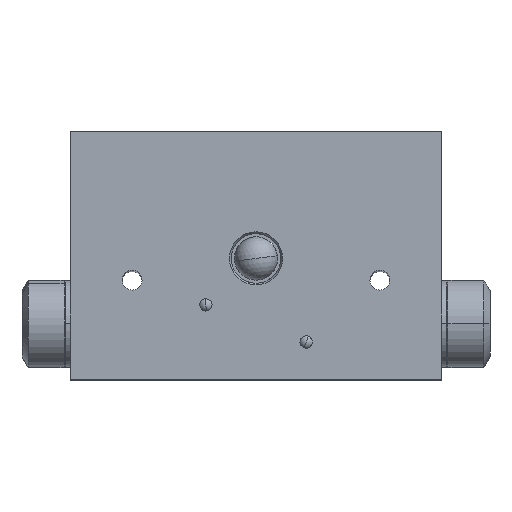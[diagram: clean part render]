
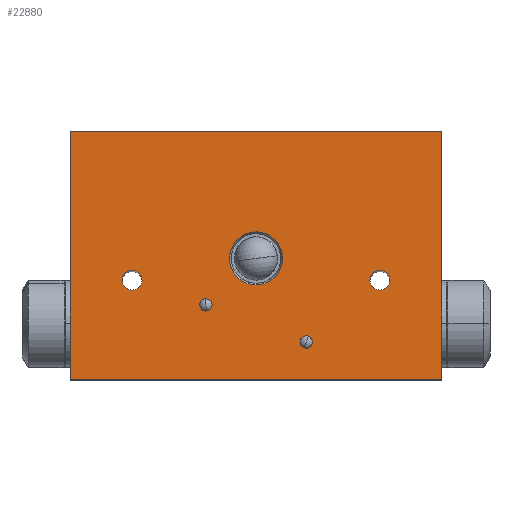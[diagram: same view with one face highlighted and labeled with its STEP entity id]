
A CAD part, top view. The second image highlights one B-rep face of the part: STEP entity #22880.
In plain terms, the highlighted planar face has unit normal (0, 0, 1).
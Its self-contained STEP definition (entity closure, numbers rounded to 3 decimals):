
#181 = VERTEX_POINT ( 'NONE', #6392 ) ;
#370 = CARTESIAN_POINT ( 'NONE',  ( -7.1, 12., 90. ) ) ;
#701 = CIRCLE ( 'NONE', #9883, 1.6 ) ;
#753 = VERTEX_POINT ( 'NONE', #27855 ) ;
#916 = ORIENTED_EDGE ( 'NONE', *, *, #32701, .F. ) ;
#1714 = CARTESIAN_POINT ( 'NONE',  ( -8.1, 12., 90. ) ) ;
#1772 = DIRECTION ( 'NONE',  ( 1., 0., 0. ) ) ;
#2275 = DIRECTION ( 'NONE',  ( 1., 0., 0. ) ) ;
#2366 = DIRECTION ( 'NONE',  ( 1., 0., 0. ) ) ;
#2434 = CARTESIAN_POINT ( 'NONE',  ( 18.4, 16., 90. ) ) ;
#2531 = DIRECTION ( 'NONE',  ( -1., 0., 0. ) ) ;
#2642 = ORIENTED_EDGE ( 'NONE', *, *, #20741, .F. ) ;
#3087 = AXIS2_PLACEMENT_3D ( 'NONE', #7863, #21150, #2275 ) ;
#3782 = EDGE_LOOP ( 'NONE', ( #916, #5609 ) ) ;
#3835 = EDGE_CURVE ( 'NONE', #28511, #17642, #18580, .T. ) ;
#4097 = CARTESIAN_POINT ( 'NONE',  ( 30., 40., 90. ) ) ;
#4107 = EDGE_CURVE ( 'NONE', #17642, #28511, #25454, .T. ) ;
#4140 = CARTESIAN_POINT ( 'NONE',  ( -30., 40., 90. ) ) ;
#4404 = DIRECTION ( 'NONE',  ( 0., 0., 1. ) ) ;
#4534 = CARTESIAN_POINT ( 'NONE',  ( 8.1, 6., 90. ) ) ;
#4752 = CARTESIAN_POINT ( 'NONE',  ( 20., 16., 90. ) ) ;
#4999 = EDGE_LOOP ( 'NONE', ( #27447, #17215, #15554, #17205 ) ) ;
#5609 = ORIENTED_EDGE ( 'NONE', *, *, #9756, .F. ) ;
#6001 = CIRCLE ( 'NONE', #14012, 4.289 ) ;
#6007 = CIRCLE ( 'NONE', #24361, 1. ) ;
#6392 = CARTESIAN_POINT ( 'NONE',  ( -21.6, 16., 90. ) ) ;
#7596 = ORIENTED_EDGE ( 'NONE', *, *, #29629, .T. ) ;
#7634 = CARTESIAN_POINT ( 'NONE',  ( 8.1, 6., 90. ) ) ;
#7795 = ORIENTED_EDGE ( 'NONE', *, *, #23775, .T. ) ;
#7863 = CARTESIAN_POINT ( 'NONE',  ( -8.1, 12., 90. ) ) ;
#8125 = VECTOR ( 'NONE', #1772, 1000. ) ;
#8480 = CARTESIAN_POINT ( 'NONE',  ( 30., 0., 90. ) ) ;
#8740 = CIRCLE ( 'NONE', #21354, 1.6 ) ;
#8750 = FACE_BOUND ( 'NONE', #29972, .T. ) ;
#9756 = EDGE_CURVE ( 'NONE', #17779, #13561, #28461, .T. ) ;
#9836 = DIRECTION ( 'NONE',  ( 1., 0., 0. ) ) ;
#9883 = AXIS2_PLACEMENT_3D ( 'NONE', #11128, #15986, #24426 ) ;
#10566 = VECTOR ( 'NONE', #35217, 1000. ) ;
#11111 = CIRCLE ( 'NONE', #17399, 1.6 ) ;
#11128 = CARTESIAN_POINT ( 'NONE',  ( 20., 16., 90. ) ) ;
#11150 = DIRECTION ( 'NONE',  ( -1., 0., 0. ) ) ;
#11418 = DIRECTION ( 'NONE',  ( 1., 0., 0. ) ) ;
#11432 = FACE_BOUND ( 'NONE', #3782, .T. ) ;
#11709 = ORIENTED_EDGE ( 'NONE', *, *, #4107, .F. ) ;
#11776 = DIRECTION ( 'NONE',  ( -1., 0., 0. ) ) ;
#12127 = FACE_BOUND ( 'NONE', #16877, .T. ) ;
#12644 = EDGE_CURVE ( 'NONE', #26960, #30633, #31463, .T. ) ;
#13368 = VERTEX_POINT ( 'NONE', #30013 ) ;
#13561 = VERTEX_POINT ( 'NONE', #33504 ) ;
#13682 = ORIENTED_EDGE ( 'NONE', *, *, #31481, .T. ) ;
#14012 = AXIS2_PLACEMENT_3D ( 'NONE', #14104, #25070, #11418 ) ;
#14104 = CARTESIAN_POINT ( 'NONE',  ( 0., 19.5, 90. ) ) ;
#14512 = CIRCLE ( 'NONE', #23698, 1.6 ) ;
#14648 = CARTESIAN_POINT ( 'NONE',  ( -30., 40., 90. ) ) ;
#15099 = DIRECTION ( 'NONE',  ( 0., -1., 0. ) ) ;
#15186 = PLANE ( 'NONE',  #18476 ) ;
#15269 = CARTESIAN_POINT ( 'NONE',  ( -9.1, 12., 90. ) ) ;
#15384 = EDGE_CURVE ( 'NONE', #13368, #753, #6007, .T. ) ;
#15554 = ORIENTED_EDGE ( 'NONE', *, *, #17845, .F. ) ;
#15986 = DIRECTION ( 'NONE',  ( 0., 0., -1. ) ) ;
#16008 = CARTESIAN_POINT ( 'NONE',  ( -20., 16., 90. ) ) ;
#16058 = DIRECTION ( 'NONE',  ( 1., 0., 0. ) ) ;
#16877 = EDGE_LOOP ( 'NONE', ( #13682, #7795 ) ) ;
#17205 = ORIENTED_EDGE ( 'NONE', *, *, #33039, .T. ) ;
#17215 = ORIENTED_EDGE ( 'NONE', *, *, #12644, .F. ) ;
#17399 = AXIS2_PLACEMENT_3D ( 'NONE', #24622, #28037, #11150 ) ;
#17591 = CARTESIAN_POINT ( 'NONE',  ( -18.4, 16., 90. ) ) ;
#17642 = VERTEX_POINT ( 'NONE', #15269 ) ;
#17779 = VERTEX_POINT ( 'NONE', #28537 ) ;
#17845 = EDGE_CURVE ( 'NONE', #35223, #26960, #34286, .T. ) ;
#17865 = DIRECTION ( 'NONE',  ( 0., 0., -1. ) ) ;
#17939 = LINE ( 'NONE', #26036, #8125 ) ;
#18111 = VERTEX_POINT ( 'NONE', #31913 ) ;
#18167 = CARTESIAN_POINT ( 'NONE',  ( 0., 19.5, 90. ) ) ;
#18179 = CARTESIAN_POINT ( 'NONE',  ( -30., 40., 90. ) ) ;
#18476 = AXIS2_PLACEMENT_3D ( 'NONE', #14648, #17865, #11776 ) ;
#18580 = CIRCLE ( 'NONE', #3087, 1. ) ;
#18591 = DIRECTION ( 'NONE',  ( 0., 0., -1. ) ) ;
#18597 = VERTEX_POINT ( 'NONE', #2434 ) ;
#19690 = FACE_BOUND ( 'NONE', #23683, .T. ) ;
#20258 = VERTEX_POINT ( 'NONE', #17591 ) ;
#20741 = EDGE_CURVE ( 'NONE', #753, #13368, #29191, .T. ) ;
#21150 = DIRECTION ( 'NONE',  ( 0., 0., 1. ) ) ;
#21354 = AXIS2_PLACEMENT_3D ( 'NONE', #16008, #30041, #2531 ) ;
#21459 = AXIS2_PLACEMENT_3D ( 'NONE', #1714, #4404, #34605 ) ;
#21647 = DIRECTION ( 'NONE',  ( -1., 0., 0. ) ) ;
#21683 = CARTESIAN_POINT ( 'NONE',  ( 21.6, 16., 90. ) ) ;
#21799 = VERTEX_POINT ( 'NONE', #21683 ) ;
#22880 = ADVANCED_FACE ( 'NONE', ( #11432, #33367, #8750, #19690, #12127, #28673 ), #15186, .F. ) ;
#23362 = CARTESIAN_POINT ( 'NONE',  ( 30., 40., 90. ) ) ;
#23683 = EDGE_LOOP ( 'NONE', ( #7596, #28427 ) ) ;
#23698 = AXIS2_PLACEMENT_3D ( 'NONE', #4752, #18591, #21647 ) ;
#23745 = LINE ( 'NONE', #18179, #10566 ) ;
#23775 = EDGE_CURVE ( 'NONE', #21799, #18597, #701, .T. ) ;
#24024 = VECTOR ( 'NONE', #15099, 1000. ) ;
#24172 = ORIENTED_EDGE ( 'NONE', *, *, #15384, .F. ) ;
#24361 = AXIS2_PLACEMENT_3D ( 'NONE', #4534, #32397, #2366 ) ;
#24426 = DIRECTION ( 'NONE',  ( -1., 0., 0. ) ) ;
#24622 = CARTESIAN_POINT ( 'NONE',  ( -20., 16., 90. ) ) ;
#25070 = DIRECTION ( 'NONE',  ( 0., 0., 1. ) ) ;
#25154 = AXIS2_PLACEMENT_3D ( 'NONE', #7634, #35311, #16058 ) ;
#25454 = CIRCLE ( 'NONE', #21459, 1. ) ;
#26036 = CARTESIAN_POINT ( 'NONE',  ( -30., 0., 90. ) ) ;
#26245 = EDGE_CURVE ( 'NONE', #20258, #181, #11111, .T. ) ;
#26960 = VERTEX_POINT ( 'NONE', #4097 ) ;
#27447 = ORIENTED_EDGE ( 'NONE', *, *, #28576, .T. ) ;
#27841 = ORIENTED_EDGE ( 'NONE', *, *, #3835, .F. ) ;
#27855 = CARTESIAN_POINT ( 'NONE',  ( 7.1, 6., 90. ) ) ;
#28037 = DIRECTION ( 'NONE',  ( 0., 0., -1. ) ) ;
#28427 = ORIENTED_EDGE ( 'NONE', *, *, #26245, .T. ) ;
#28461 = CIRCLE ( 'NONE', #31929, 4.289 ) ;
#28511 = VERTEX_POINT ( 'NONE', #370 ) ;
#28537 = CARTESIAN_POINT ( 'NONE',  ( -4.289, 19.5, 90. ) ) ;
#28576 = EDGE_CURVE ( 'NONE', #18111, #30633, #17939, .T. ) ;
#28673 = FACE_OUTER_BOUND ( 'NONE', #4999, .T. ) ;
#28691 = EDGE_LOOP ( 'NONE', ( #27841, #11709 ) ) ;
#29073 = CARTESIAN_POINT ( 'NONE',  ( -30., 40., 90. ) ) ;
#29191 = CIRCLE ( 'NONE', #25154, 1. ) ;
#29629 = EDGE_CURVE ( 'NONE', #181, #20258, #8740, .T. ) ;
#29972 = EDGE_LOOP ( 'NONE', ( #24172, #2642 ) ) ;
#30013 = CARTESIAN_POINT ( 'NONE',  ( 9.1, 6., 90. ) ) ;
#30041 = DIRECTION ( 'NONE',  ( 0., 0., -1. ) ) ;
#30633 = VERTEX_POINT ( 'NONE', #8480 ) ;
#31463 = LINE ( 'NONE', #23362, #24024 ) ;
#31481 = EDGE_CURVE ( 'NONE', #18597, #21799, #14512, .T. ) ;
#31913 = CARTESIAN_POINT ( 'NONE',  ( -30., 0., 90. ) ) ;
#31929 = AXIS2_PLACEMENT_3D ( 'NONE', #18167, #32556, #32375 ) ;
#32375 = DIRECTION ( 'NONE',  ( 1., 0., 0. ) ) ;
#32397 = DIRECTION ( 'NONE',  ( 0., 0., 1. ) ) ;
#32556 = DIRECTION ( 'NONE',  ( 0., 0., 1. ) ) ;
#32701 = EDGE_CURVE ( 'NONE', #13561, #17779, #6001, .T. ) ;
#33039 = EDGE_CURVE ( 'NONE', #35223, #18111, #23745, .T. ) ;
#33275 = VECTOR ( 'NONE', #9836, 1000. ) ;
#33367 = FACE_BOUND ( 'NONE', #28691, .T. ) ;
#33504 = CARTESIAN_POINT ( 'NONE',  ( 4.289, 19.5, 90. ) ) ;
#34286 = LINE ( 'NONE', #29073, #33275 ) ;
#34605 = DIRECTION ( 'NONE',  ( 1., 0., 0. ) ) ;
#35217 = DIRECTION ( 'NONE',  ( 0., -1., 0. ) ) ;
#35223 = VERTEX_POINT ( 'NONE', #4140 ) ;
#35311 = DIRECTION ( 'NONE',  ( 0., 0., 1. ) ) ;
